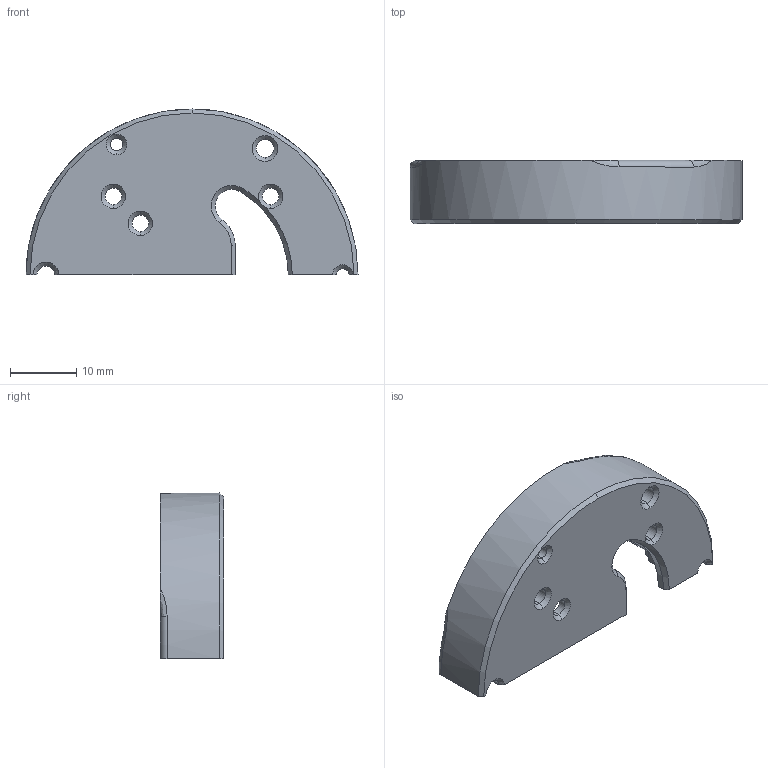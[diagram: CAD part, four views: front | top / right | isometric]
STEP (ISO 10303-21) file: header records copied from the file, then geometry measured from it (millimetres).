
FILE_DESCRIPTION (( 'STEP AP203' ), '1' );
FILE_NAME ('¼õËÙÏä»ù×ù(´òÓ¡²', '2024-02-20T13:25:53', ( '' ), ( '' ), 'SwSTEP 2.0', 'SolidWorks 2022', '' );
FILE_SCHEMA (( 'CONFIG_CONTROL_DESIGN' ));
Length unit declared in the file: millimetre
Products named in the file (1): 减速箱基座(打印测试）′òó_2aê_￡___¨°¨__2a¨o__ê_
Bounding box: 50 x 9.5 x 25 mm (x, y, z)
Volume: 5372.8 mm3; surface area: 3357.1 mm2
Topology: 1 solids, 1 shells, 67 faces, 185 edges, 119 vertices
Faces by surface type: cylinder 33, cone 19, plane 10, bspline 3, torus 2
Entity records: 2368 total; most frequent: CARTESIAN_POINT 496, DIRECTION 406, ORIENTED_EDGE 370, EDGE_CURVE 185, AXIS2_PLACEMENT_3D 163, VERTEX_POINT 119, CIRCLE 98, VECTOR 80
